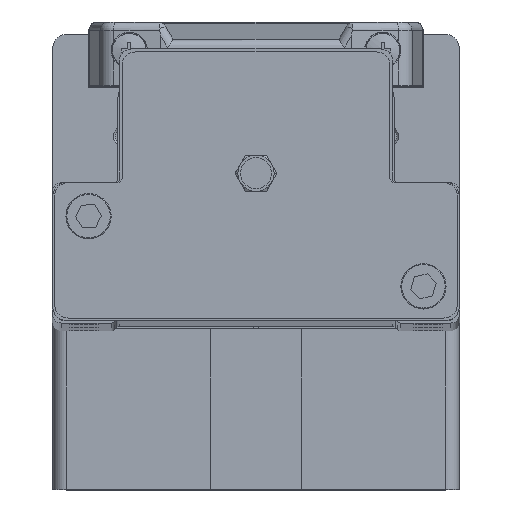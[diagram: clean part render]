
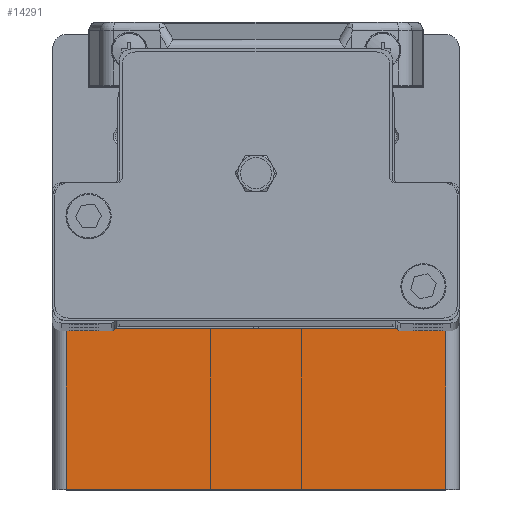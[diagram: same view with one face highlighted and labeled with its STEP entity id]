
A CAD part, top view. The second image highlights one B-rep face of the part: STEP entity #14291.
In plain terms, the highlighted planar face has unit normal (0, 0, 1).
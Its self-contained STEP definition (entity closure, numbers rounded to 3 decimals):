
#81 = EDGE_CURVE ( 'NONE', #21568, #22247, #18408, .T. ) ;
#1917 = AXIS2_PLACEMENT_3D ( 'NONE', #19701, #21613, #10151 ) ;
#2842 = CARTESIAN_POINT ( 'NONE',  ( -41.9, 27.75, 33.5 ) ) ;
#4542 = CARTESIAN_POINT ( 'NONE',  ( 41.9, 27.75, 33.5 ) ) ;
#4998 = LINE ( 'NONE', #13729, #19707 ) ;
#7395 = LINE ( 'NONE', #14933, #16995 ) ;
#7844 = CARTESIAN_POINT ( 'NONE',  ( -44.9, 27.75, 33.5 ) ) ;
#8690 = CARTESIAN_POINT ( 'NONE',  ( -41.9, 72.75, 33.5 ) ) ;
#8750 = ORIENTED_EDGE ( 'NONE', *, *, #81, .T. ) ;
#10090 = VERTEX_POINT ( 'NONE', #4542 ) ;
#10144 = ORIENTED_EDGE ( 'NONE', *, *, #24404, .F. ) ;
#10151 = DIRECTION ( 'NONE',  ( -1., 0., 0. ) ) ;
#10733 = EDGE_LOOP ( 'NONE', ( #10144, #8750, #24473, #21560 ) ) ;
#12084 = VECTOR ( 'NONE', #21895, 1000. ) ;
#12936 = CARTESIAN_POINT ( 'NONE',  ( 41.9, 72.75, 33.5 ) ) ;
#13729 = CARTESIAN_POINT ( 'NONE',  ( 41.9, 72.75, 33.5 ) ) ;
#14291 = ADVANCED_FACE ( 'NONE', ( #21493 ), #17772, .F. ) ;
#14633 = EDGE_CURVE ( 'NONE', #22247, #10090, #17333, .T. ) ;
#14933 = CARTESIAN_POINT ( 'NONE',  ( -44.9, 72.75, 33.5 ) ) ;
#16828 = DIRECTION ( 'NONE',  ( 1., 0., 0. ) ) ;
#16995 = VECTOR ( 'NONE', #16828, 1000. ) ;
#17333 = LINE ( 'NONE', #7844, #22442 ) ;
#17772 = PLANE ( 'NONE',  #1917 ) ;
#17823 = VERTEX_POINT ( 'NONE', #12936 ) ;
#18408 = LINE ( 'NONE', #24446, #12084 ) ;
#19701 = CARTESIAN_POINT ( 'NONE',  ( -44.9, 72.75, 33.5 ) ) ;
#19707 = VECTOR ( 'NONE', #23266, 1000. ) ;
#21493 = FACE_OUTER_BOUND ( 'NONE', #10733, .T. ) ;
#21560 = ORIENTED_EDGE ( 'NONE', *, *, #24437, .T. ) ;
#21568 = VERTEX_POINT ( 'NONE', #8690 ) ;
#21613 = DIRECTION ( 'NONE',  ( 0., 0., -1. ) ) ;
#21895 = DIRECTION ( 'NONE',  ( 0., -1., 0. ) ) ;
#22247 = VERTEX_POINT ( 'NONE', #2842 ) ;
#22442 = VECTOR ( 'NONE', #23201, 1000. ) ;
#23201 = DIRECTION ( 'NONE',  ( 1., 0., 0. ) ) ;
#23266 = DIRECTION ( 'NONE',  ( 0., 1., 0. ) ) ;
#24404 = EDGE_CURVE ( 'NONE', #21568, #17823, #7395, .T. ) ;
#24437 = EDGE_CURVE ( 'NONE', #10090, #17823, #4998, .T. ) ;
#24446 = CARTESIAN_POINT ( 'NONE',  ( -41.9, 27.75, 33.5 ) ) ;
#24473 = ORIENTED_EDGE ( 'NONE', *, *, #14633, .T. ) ;
